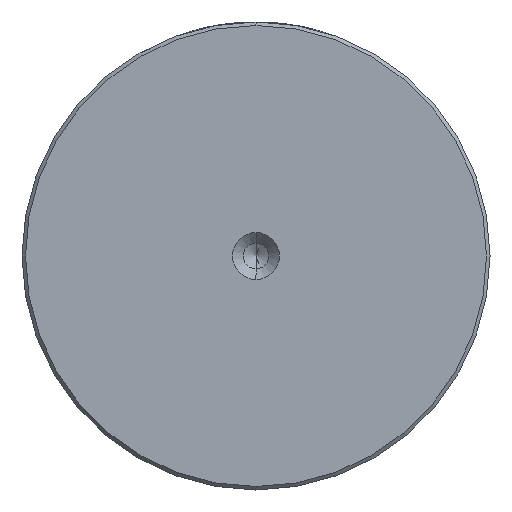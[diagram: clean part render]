
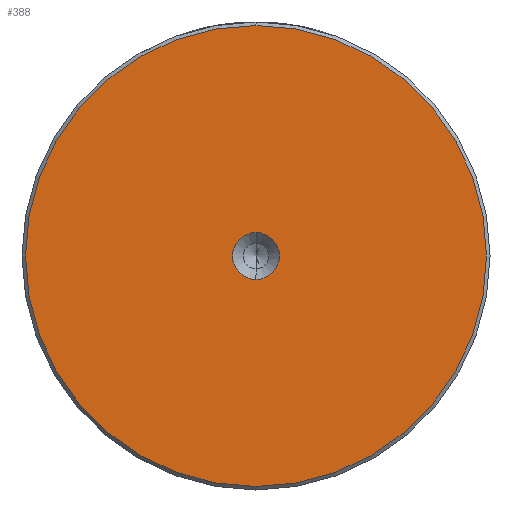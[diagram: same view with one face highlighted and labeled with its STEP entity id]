
A CAD part, left-side view. The second image highlights one B-rep face of the part: STEP entity #388.
In plain terms, the highlighted planar face has unit normal (-1, 0, 0).
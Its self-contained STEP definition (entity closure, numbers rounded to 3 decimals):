
#131 = CARTESIAN_POINT ( 'NONE',  ( 0., 0., 0. ) ) ;
#388 = ADVANCED_FACE ( 'NONE', ( #1069, #771 ), #3188, .T. ) ;
#395 = DIRECTION ( 'NONE',  ( 0., 0., 1. ) ) ;
#432 = CARTESIAN_POINT ( 'NONE',  ( 0., 0., -32.5 ) ) ;
#499 = EDGE_CURVE ( 'NONE', #1663, #3041, #1836, .T. ) ;
#604 = DIRECTION ( 'NONE',  ( -1., 0., 0. ) ) ;
#605 = CARTESIAN_POINT ( 'NONE',  ( 0., 0., 0. ) ) ;
#640 = AXIS2_PLACEMENT_3D ( 'NONE', #605, #2432, #873 ) ;
#724 = EDGE_LOOP ( 'NONE', ( #1329, #3372 ) ) ;
#771 = FACE_BOUND ( 'NONE', #724, .T. ) ;
#863 = EDGE_CURVE ( 'NONE', #3041, #1663, #2319, .T. ) ;
#869 = CARTESIAN_POINT ( 'NONE',  ( 0., 0., 3.3 ) ) ;
#873 = DIRECTION ( 'NONE',  ( 0., 0., 1. ) ) ;
#939 = EDGE_CURVE ( 'NONE', #1113, #1846, #1441, .T. ) ;
#986 = EDGE_CURVE ( 'NONE', #1846, #1113, #3168, .T. ) ;
#1069 = FACE_OUTER_BOUND ( 'NONE', #3123, .T. ) ;
#1113 = VERTEX_POINT ( 'NONE', #1150 ) ;
#1150 = CARTESIAN_POINT ( 'NONE',  ( 0., 0., -3.3 ) ) ;
#1307 = AXIS2_PLACEMENT_3D ( 'NONE', #1921, #604, #2431 ) ;
#1329 = ORIENTED_EDGE ( 'NONE', *, *, #986, .F. ) ;
#1441 = CIRCLE ( 'NONE', #1599, 3.3 ) ;
#1475 = DIRECTION ( 'NONE',  ( -1., 0., 0. ) ) ;
#1477 = DIRECTION ( 'NONE',  ( -1., 0., 0. ) ) ;
#1599 = AXIS2_PLACEMENT_3D ( 'NONE', #131, #1975, #395 ) ;
#1663 = VERTEX_POINT ( 'NONE', #2539 ) ;
#1836 = CIRCLE ( 'NONE', #2868, 32.5 ) ;
#1846 = VERTEX_POINT ( 'NONE', #869 ) ;
#1921 = CARTESIAN_POINT ( 'NONE',  ( 0., 0., 0. ) ) ;
#1975 = DIRECTION ( 'NONE',  ( -1., 0., 0. ) ) ;
#2071 = ORIENTED_EDGE ( 'NONE', *, *, #863, .T. ) ;
#2319 = CIRCLE ( 'NONE', #640, 32.5 ) ;
#2419 = ORIENTED_EDGE ( 'NONE', *, *, #499, .T. ) ;
#2431 = DIRECTION ( 'NONE',  ( 0., 0., 1. ) ) ;
#2432 = DIRECTION ( 'NONE',  ( -1., 0., 0. ) ) ;
#2539 = CARTESIAN_POINT ( 'NONE',  ( 0., 0., 32.5 ) ) ;
#2809 = AXIS2_PLACEMENT_3D ( 'NONE', #3015, #1477, #3282 ) ;
#2868 = AXIS2_PLACEMENT_3D ( 'NONE', #3012, #1475, #3280 ) ;
#3012 = CARTESIAN_POINT ( 'NONE',  ( 0., 0., 0. ) ) ;
#3015 = CARTESIAN_POINT ( 'NONE',  ( 0., 0., 0. ) ) ;
#3041 = VERTEX_POINT ( 'NONE', #432 ) ;
#3123 = EDGE_LOOP ( 'NONE', ( #2071, #2419 ) ) ;
#3168 = CIRCLE ( 'NONE', #2809, 3.3 ) ;
#3188 = PLANE ( 'NONE',  #1307 ) ;
#3280 = DIRECTION ( 'NONE',  ( 0., 0., 1. ) ) ;
#3282 = DIRECTION ( 'NONE',  ( 0., 0., 1. ) ) ;
#3372 = ORIENTED_EDGE ( 'NONE', *, *, #939, .F. ) ;
